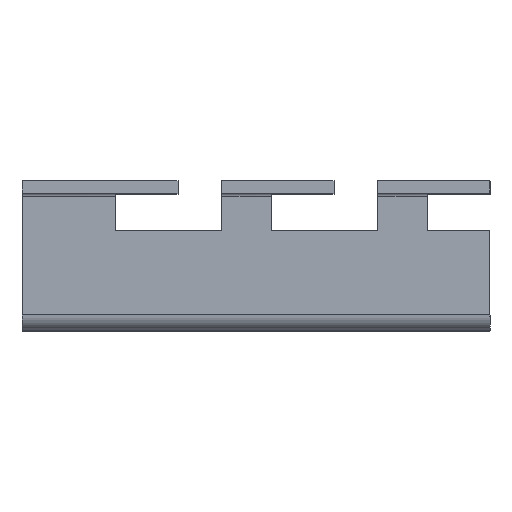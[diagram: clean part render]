
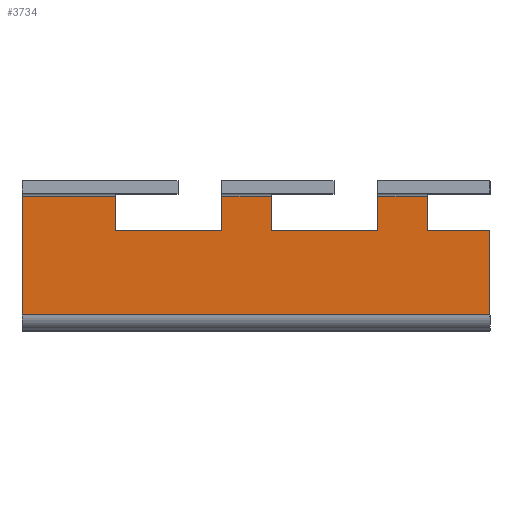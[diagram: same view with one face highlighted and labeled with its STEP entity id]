
A CAD part, top view. The second image highlights one B-rep face of the part: STEP entity #3734.
In plain terms, the highlighted planar face has unit normal (0, 0, 1).
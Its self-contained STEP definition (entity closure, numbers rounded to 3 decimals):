
#27 = VECTOR ( 'NONE', #3342, 1000. ) ;
#116 = LINE ( 'NONE', #1744, #2286 ) ;
#121 = CARTESIAN_POINT ( 'NONE',  ( 19.5, 28.856, 40. ) ) ;
#155 = VERTEX_POINT ( 'NONE', #2303 ) ;
#166 = LINE ( 'NONE', #2037, #1759 ) ;
#221 = DIRECTION ( 'NONE',  ( 0., -1., 0. ) ) ;
#230 = CARTESIAN_POINT ( 'NONE',  ( 37.5, 21.5, 40. ) ) ;
#241 = ORIENTED_EDGE ( 'NONE', *, *, #608, .F. ) ;
#242 = CARTESIAN_POINT ( 'NONE',  ( 27.5, 21.5, 40. ) ) ;
#318 = LINE ( 'NONE', #2780, #3639 ) ;
#341 = VECTOR ( 'NONE', #2304, 1000. ) ;
#373 = LINE ( 'NONE', #1003, #1427 ) ;
#402 = FACE_OUTER_BOUND ( 'NONE', #1428, .T. ) ;
#410 = CARTESIAN_POINT ( 'NONE',  ( 44.5, 16., 40. ) ) ;
#453 = CARTESIAN_POINT ( 'NONE',  ( 27.5, 16., 40. ) ) ;
#583 = EDGE_CURVE ( 'NONE', #1123, #1606, #2901, .T. ) ;
#599 = ORIENTED_EDGE ( 'NONE', *, *, #3161, .F. ) ;
#608 = EDGE_CURVE ( 'NONE', #3784, #3064, #3530, .T. ) ;
#675 = EDGE_CURVE ( 'NONE', #3688, #3396, #3922, .T. ) ;
#768 = DIRECTION ( 'NONE',  ( 1., 0., 0. ) ) ;
#771 = DIRECTION ( 'NONE',  ( -1., 0., 0. ) ) ;
#775 = VECTOR ( 'NONE', #3153, 1000. ) ;
#803 = CARTESIAN_POINT ( 'NONE',  ( 37.5, 21.5, 40. ) ) ;
#853 = VECTOR ( 'NONE', #3878, 1000. ) ;
#925 = CARTESIAN_POINT ( 'NONE',  ( 19.5, 16., 40. ) ) ;
#949 = PLANE ( 'NONE',  #2219 ) ;
#1003 = CARTESIAN_POINT ( 'NONE',  ( -5.5, 16., 40. ) ) ;
#1005 = CARTESIAN_POINT ( 'NONE',  ( 2.5, 16., 40. ) ) ;
#1024 = EDGE_CURVE ( 'NONE', #3072, #3784, #1700, .T. ) ;
#1123 = VERTEX_POINT ( 'NONE', #925 ) ;
#1162 = DIRECTION ( 'NONE',  ( 0., -1., 0. ) ) ;
#1197 = CARTESIAN_POINT ( 'NONE',  ( -5.5, 28.856, 40. ) ) ;
#1237 = DIRECTION ( 'NONE',  ( 0., -1., 0. ) ) ;
#1251 = DIRECTION ( 'NONE',  ( 0., -1., 0. ) ) ;
#1265 = ORIENTED_EDGE ( 'NONE', *, *, #675, .F. ) ;
#1292 = DIRECTION ( 'NONE',  ( -1., 0., 0. ) ) ;
#1392 = EDGE_CURVE ( 'NONE', #3072, #1606, #2371, .T. ) ;
#1427 = VECTOR ( 'NONE', #1614, 1000. ) ;
#1428 = EDGE_LOOP ( 'NONE', ( #3899, #2614, #2500, #1265, #1596, #3344, #3150, #599, #241, #3971, #1725, #3469, #4008, #2046 ) ) ;
#1439 = VECTOR ( 'NONE', #1162, 1000. ) ;
#1500 = CARTESIAN_POINT ( 'NONE',  ( -5.5, 16., 40. ) ) ;
#1502 = VECTOR ( 'NONE', #2248, 1000. ) ;
#1511 = VECTOR ( 'NONE', #221, 1000. ) ;
#1560 = VECTOR ( 'NONE', #771, 1000. ) ;
#1596 = ORIENTED_EDGE ( 'NONE', *, *, #2594, .T. ) ;
#1606 = VERTEX_POINT ( 'NONE', #2466 ) ;
#1614 = DIRECTION ( 'NONE',  ( 1., 0., 0. ) ) ;
#1700 = LINE ( 'NONE', #453, #1511 ) ;
#1725 = ORIENTED_EDGE ( 'NONE', *, *, #1392, .T. ) ;
#1744 = CARTESIAN_POINT ( 'NONE',  ( 37.5, 21.5, 40. ) ) ;
#1759 = VECTOR ( 'NONE', #2297, 1000. ) ;
#1927 = CARTESIAN_POINT ( 'NONE',  ( 37.5, 22., 40. ) ) ;
#1982 = VERTEX_POINT ( 'NONE', #3567 ) ;
#1997 = EDGE_CURVE ( 'NONE', #2492, #2957, #116, .T. ) ;
#2005 = VERTEX_POINT ( 'NONE', #3276 ) ;
#2037 = CARTESIAN_POINT ( 'NONE',  ( 19.5, 16., 40. ) ) ;
#2046 = ORIENTED_EDGE ( 'NONE', *, *, #3546, .F. ) ;
#2051 = DIRECTION ( 'NONE',  ( -1., 0., 0. ) ) ;
#2101 = CARTESIAN_POINT ( 'NONE',  ( -22.5, 16., 40. ) ) ;
#2149 = CARTESIAN_POINT ( 'NONE',  ( 2.5, 16., 40. ) ) ;
#2176 = DIRECTION ( 'NONE',  ( 0., 0., -1. ) ) ;
#2205 = LINE ( 'NONE', #3461, #775 ) ;
#2208 = VERTEX_POINT ( 'NONE', #2149 ) ;
#2219 = AXIS2_PLACEMENT_3D ( 'NONE', #1927, #2176, #1292 ) ;
#2225 = EDGE_CURVE ( 'NONE', #3407, #2957, #2396, .T. ) ;
#2248 = DIRECTION ( 'NONE',  ( 0., -1., 0. ) ) ;
#2286 = VECTOR ( 'NONE', #2051, 1000. ) ;
#2297 = DIRECTION ( 'NONE',  ( 1., 0., 0. ) ) ;
#2303 = CARTESIAN_POINT ( 'NONE',  ( 37.5, 2.5, 40. ) ) ;
#2304 = DIRECTION ( 'NONE',  ( -1., 0., 0. ) ) ;
#2371 = LINE ( 'NONE', #803, #341 ) ;
#2374 = CARTESIAN_POINT ( 'NONE',  ( -22.5, 21.5, 40. ) ) ;
#2382 = EDGE_CURVE ( 'NONE', #3396, #3407, #373, .T. ) ;
#2396 = LINE ( 'NONE', #1197, #27 ) ;
#2405 = VECTOR ( 'NONE', #1251, 1000. ) ;
#2422 = CARTESIAN_POINT ( 'NONE',  ( -22.5, 16., 40. ) ) ;
#2466 = CARTESIAN_POINT ( 'NONE',  ( 19.5, 21.5, 40. ) ) ;
#2481 = EDGE_CURVE ( 'NONE', #2005, #1982, #2794, .T. ) ;
#2492 = VERTEX_POINT ( 'NONE', #2498 ) ;
#2498 = CARTESIAN_POINT ( 'NONE',  ( 2.5, 21.5, 40. ) ) ;
#2500 = ORIENTED_EDGE ( 'NONE', *, *, #2382, .F. ) ;
#2505 = EDGE_CURVE ( 'NONE', #155, #1982, #2205, .T. ) ;
#2594 = EDGE_CURVE ( 'NONE', #3688, #2005, #2946, .T. ) ;
#2614 = ORIENTED_EDGE ( 'NONE', *, *, #2225, .F. ) ;
#2780 = CARTESIAN_POINT ( 'NONE',  ( 37.5, 22., 40. ) ) ;
#2794 = LINE ( 'NONE', #3136, #2405 ) ;
#2798 = VECTOR ( 'NONE', #768, 1000. ) ;
#2901 = LINE ( 'NONE', #121, #853 ) ;
#2946 = LINE ( 'NONE', #230, #1560 ) ;
#2957 = VERTEX_POINT ( 'NONE', #2960 ) ;
#2960 = CARTESIAN_POINT ( 'NONE',  ( -5.5, 21.5, 40. ) ) ;
#2995 = EDGE_CURVE ( 'NONE', #2208, #1123, #166, .T. ) ;
#3064 = VERTEX_POINT ( 'NONE', #3327 ) ;
#3072 = VERTEX_POINT ( 'NONE', #242 ) ;
#3136 = CARTESIAN_POINT ( 'NONE',  ( -37.5, 22., 40. ) ) ;
#3150 = ORIENTED_EDGE ( 'NONE', *, *, #2505, .F. ) ;
#3153 = DIRECTION ( 'NONE',  ( -1., 0., 0. ) ) ;
#3161 = EDGE_CURVE ( 'NONE', #3064, #155, #318, .T. ) ;
#3276 = CARTESIAN_POINT ( 'NONE',  ( -37.5, 21.5, 40. ) ) ;
#3327 = CARTESIAN_POINT ( 'NONE',  ( 37.5, 16., 40. ) ) ;
#3342 = DIRECTION ( 'NONE',  ( 0., 1., 0. ) ) ;
#3344 = ORIENTED_EDGE ( 'NONE', *, *, #2481, .T. ) ;
#3396 = VERTEX_POINT ( 'NONE', #2422 ) ;
#3407 = VERTEX_POINT ( 'NONE', #1500 ) ;
#3445 = CARTESIAN_POINT ( 'NONE',  ( 27.5, 16., 40. ) ) ;
#3461 = CARTESIAN_POINT ( 'NONE',  ( 37.5, 2.5, 40. ) ) ;
#3469 = ORIENTED_EDGE ( 'NONE', *, *, #583, .F. ) ;
#3530 = LINE ( 'NONE', #410, #2798 ) ;
#3546 = EDGE_CURVE ( 'NONE', #2492, #2208, #3788, .T. ) ;
#3567 = CARTESIAN_POINT ( 'NONE',  ( -37.5, 2.5, 40. ) ) ;
#3639 = VECTOR ( 'NONE', #1237, 1000. ) ;
#3688 = VERTEX_POINT ( 'NONE', #2374 ) ;
#3734 = ADVANCED_FACE ( 'NONE', ( #402 ), #949, .F. ) ;
#3784 = VERTEX_POINT ( 'NONE', #3445 ) ;
#3788 = LINE ( 'NONE', #1005, #1502 ) ;
#3878 = DIRECTION ( 'NONE',  ( 0., 1., 0. ) ) ;
#3899 = ORIENTED_EDGE ( 'NONE', *, *, #1997, .T. ) ;
#3922 = LINE ( 'NONE', #2101, #1439 ) ;
#3971 = ORIENTED_EDGE ( 'NONE', *, *, #1024, .F. ) ;
#4008 = ORIENTED_EDGE ( 'NONE', *, *, #2995, .F. ) ;
